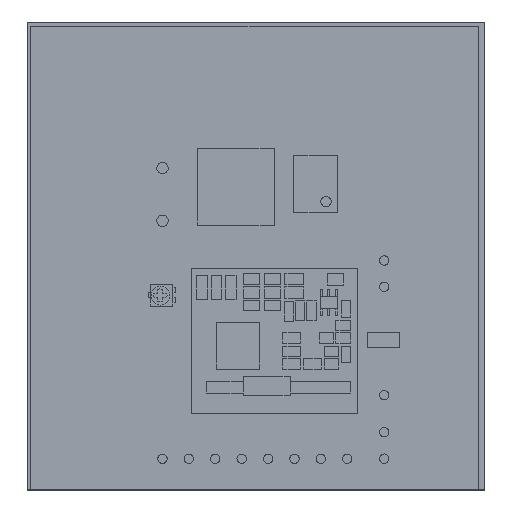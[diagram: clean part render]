
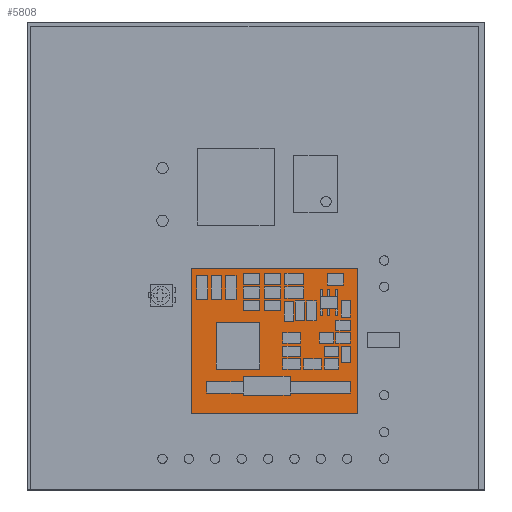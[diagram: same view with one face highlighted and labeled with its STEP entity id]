
A CAD part, top view. The second image highlights one B-rep face of the part: STEP entity #5808.
In plain terms, the highlighted planar face has unit normal (0, 0, 1).
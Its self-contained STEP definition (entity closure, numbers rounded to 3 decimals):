
#5494 = VERTEX_POINT('',#5495);
#5495 = CARTESIAN_POINT('',(8.,7.,1.));
#5502 = PLANE('',#5503);
#5503 = AXIS2_PLACEMENT_3D('',#5504,#5505,#5506);
#5504 = CARTESIAN_POINT('',(8.,7.,0.));
#5505 = DIRECTION('',(1.,0.,0.));
#5506 = DIRECTION('',(0.,-1.,0.));
#5514 = PLANE('',#5515);
#5515 = AXIS2_PLACEMENT_3D('',#5516,#5517,#5518);
#5516 = CARTESIAN_POINT('',(-8.,7.,0.));
#5517 = DIRECTION('',(0.,1.,0.));
#5518 = DIRECTION('',(1.,0.,0.));
#5526 = EDGE_CURVE('',#5494,#5527,#5529,.T.);
#5527 = VERTEX_POINT('',#5528);
#5528 = CARTESIAN_POINT('',(8.,-7.,1.));
#5529 = SURFACE_CURVE('',#5530,(#5534,#5541),.PCURVE_S1.);
#5530 = LINE('',#5531,#5532);
#5531 = CARTESIAN_POINT('',(8.,7.,1.));
#5532 = VECTOR('',#5533,1.);
#5533 = DIRECTION('',(0.,-1.,0.));
#5534 = PCURVE('',#5502,#5535);
#5535 = DEFINITIONAL_REPRESENTATION('',(#5536),#5540);
#5536 = LINE('',#5537,#5538);
#5537 = CARTESIAN_POINT('',(0.,-1.));
#5538 = VECTOR('',#5539,1.);
#5539 = DIRECTION('',(1.,0.));
#5540 = ( GEOMETRIC_REPRESENTATION_CONTEXT(2) 
PARAMETRIC_REPRESENTATION_CONTEXT() REPRESENTATION_CONTEXT('2D SPACE',''
  ) );
#5541 = PCURVE('',#5542,#5547);
#5542 = PLANE('',#5543);
#5543 = AXIS2_PLACEMENT_3D('',#5544,#5545,#5546);
#5544 = CARTESIAN_POINT('',(8.,7.,1.));
#5545 = DIRECTION('',(0.,0.,1.));
#5546 = DIRECTION('',(1.,0.,0.));
#5547 = DEFINITIONAL_REPRESENTATION('',(#5548),#5552);
#5548 = LINE('',#5549,#5550);
#5549 = CARTESIAN_POINT('',(0.,0.));
#5550 = VECTOR('',#5551,1.);
#5551 = DIRECTION('',(0.,-1.));
#5552 = ( GEOMETRIC_REPRESENTATION_CONTEXT(2) 
PARAMETRIC_REPRESENTATION_CONTEXT() REPRESENTATION_CONTEXT('2D SPACE',''
  ) );
#5570 = PLANE('',#5571);
#5571 = AXIS2_PLACEMENT_3D('',#5572,#5573,#5574);
#5572 = CARTESIAN_POINT('',(8.,-7.,0.));
#5573 = DIRECTION('',(0.,-1.,0.));
#5574 = DIRECTION('',(-1.,0.,0.));
#5612 = EDGE_CURVE('',#5527,#5613,#5615,.T.);
#5613 = VERTEX_POINT('',#5614);
#5614 = CARTESIAN_POINT('',(-8.,-7.,1.));
#5615 = SURFACE_CURVE('',#5616,(#5620,#5627),.PCURVE_S1.);
#5616 = LINE('',#5617,#5618);
#5617 = CARTESIAN_POINT('',(8.,-7.,1.));
#5618 = VECTOR('',#5619,1.);
#5619 = DIRECTION('',(-1.,0.,0.));
#5620 = PCURVE('',#5570,#5621);
#5621 = DEFINITIONAL_REPRESENTATION('',(#5622),#5626);
#5622 = LINE('',#5623,#5624);
#5623 = CARTESIAN_POINT('',(0.,-1.));
#5624 = VECTOR('',#5625,1.);
#5625 = DIRECTION('',(1.,0.));
#5626 = ( GEOMETRIC_REPRESENTATION_CONTEXT(2) 
PARAMETRIC_REPRESENTATION_CONTEXT() REPRESENTATION_CONTEXT('2D SPACE',''
  ) );
#5627 = PCURVE('',#5542,#5628);
#5628 = DEFINITIONAL_REPRESENTATION('',(#5629),#5633);
#5629 = LINE('',#5630,#5631);
#5630 = CARTESIAN_POINT('',(0.,-14.));
#5631 = VECTOR('',#5632,1.);
#5632 = DIRECTION('',(-1.,0.));
#5633 = ( GEOMETRIC_REPRESENTATION_CONTEXT(2) 
PARAMETRIC_REPRESENTATION_CONTEXT() REPRESENTATION_CONTEXT('2D SPACE',''
  ) );
#5651 = PLANE('',#5652);
#5652 = AXIS2_PLACEMENT_3D('',#5653,#5654,#5655);
#5653 = CARTESIAN_POINT('',(-8.,-7.,0.));
#5654 = DIRECTION('',(-1.,0.,0.));
#5655 = DIRECTION('',(0.,1.,0.));
#5688 = EDGE_CURVE('',#5613,#5689,#5691,.T.);
#5689 = VERTEX_POINT('',#5690);
#5690 = CARTESIAN_POINT('',(-8.,7.,1.));
#5691 = SURFACE_CURVE('',#5692,(#5696,#5703),.PCURVE_S1.);
#5692 = LINE('',#5693,#5694);
#5693 = CARTESIAN_POINT('',(-8.,-7.,1.));
#5694 = VECTOR('',#5695,1.);
#5695 = DIRECTION('',(0.,1.,0.));
#5696 = PCURVE('',#5651,#5697);
#5697 = DEFINITIONAL_REPRESENTATION('',(#5698),#5702);
#5698 = LINE('',#5699,#5700);
#5699 = CARTESIAN_POINT('',(0.,-1.));
#5700 = VECTOR('',#5701,1.);
#5701 = DIRECTION('',(1.,0.));
#5702 = ( GEOMETRIC_REPRESENTATION_CONTEXT(2) 
PARAMETRIC_REPRESENTATION_CONTEXT() REPRESENTATION_CONTEXT('2D SPACE',''
  ) );
#5703 = PCURVE('',#5542,#5704);
#5704 = DEFINITIONAL_REPRESENTATION('',(#5705),#5709);
#5705 = LINE('',#5706,#5707);
#5706 = CARTESIAN_POINT('',(-16.,-14.));
#5707 = VECTOR('',#5708,1.);
#5708 = DIRECTION('',(0.,1.));
#5709 = ( GEOMETRIC_REPRESENTATION_CONTEXT(2) 
PARAMETRIC_REPRESENTATION_CONTEXT() REPRESENTATION_CONTEXT('2D SPACE',''
  ) );
#5759 = EDGE_CURVE('',#5689,#5494,#5760,.T.);
#5760 = SURFACE_CURVE('',#5761,(#5765,#5772),.PCURVE_S1.);
#5761 = LINE('',#5762,#5763);
#5762 = CARTESIAN_POINT('',(-8.,7.,1.));
#5763 = VECTOR('',#5764,1.);
#5764 = DIRECTION('',(1.,0.,0.));
#5765 = PCURVE('',#5514,#5766);
#5766 = DEFINITIONAL_REPRESENTATION('',(#5767),#5771);
#5767 = LINE('',#5768,#5769);
#5768 = CARTESIAN_POINT('',(0.,-1.));
#5769 = VECTOR('',#5770,1.);
#5770 = DIRECTION('',(1.,0.));
#5771 = ( GEOMETRIC_REPRESENTATION_CONTEXT(2) 
PARAMETRIC_REPRESENTATION_CONTEXT() REPRESENTATION_CONTEXT('2D SPACE',''
  ) );
#5772 = PCURVE('',#5542,#5773);
#5773 = DEFINITIONAL_REPRESENTATION('',(#5774),#5778);
#5774 = LINE('',#5775,#5776);
#5775 = CARTESIAN_POINT('',(-16.,0.));
#5776 = VECTOR('',#5777,1.);
#5777 = DIRECTION('',(1.,0.));
#5778 = ( GEOMETRIC_REPRESENTATION_CONTEXT(2) 
PARAMETRIC_REPRESENTATION_CONTEXT() REPRESENTATION_CONTEXT('2D SPACE',''
  ) );
#5808 = ADVANCED_FACE('',(#5809),#5542,.T.);
#5809 = FACE_BOUND('',#5810,.F.);
#5810 = EDGE_LOOP('',(#5811,#5812,#5813,#5814));
#5811 = ORIENTED_EDGE('',*,*,#5526,.T.);
#5812 = ORIENTED_EDGE('',*,*,#5612,.T.);
#5813 = ORIENTED_EDGE('',*,*,#5688,.T.);
#5814 = ORIENTED_EDGE('',*,*,#5759,.T.);
